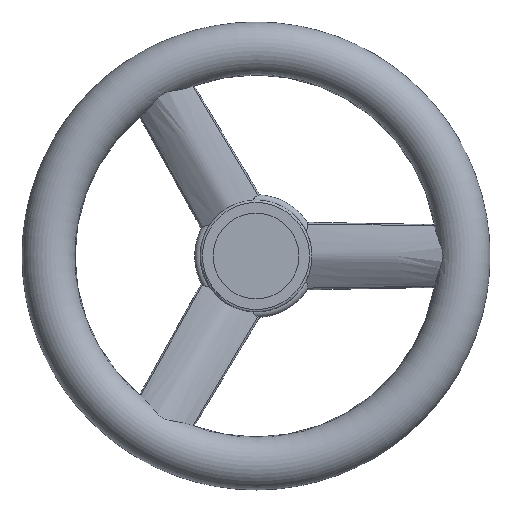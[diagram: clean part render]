
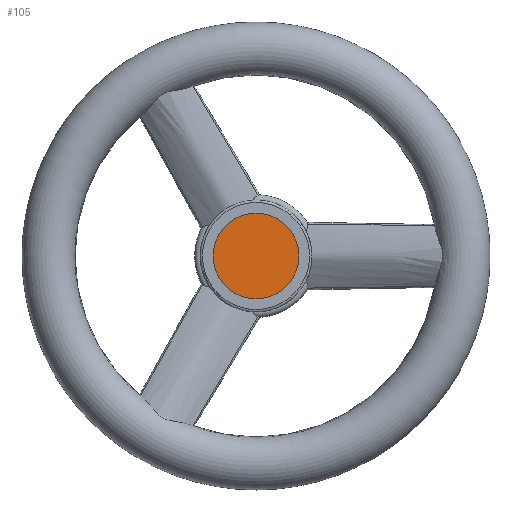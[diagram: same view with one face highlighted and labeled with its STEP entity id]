
A CAD part, top view. The second image highlights one B-rep face of the part: STEP entity #105.
In plain terms, the highlighted planar face has unit normal (0, 0, 1).
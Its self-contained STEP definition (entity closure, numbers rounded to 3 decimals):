
#105 = ADVANCED_FACE( '', ( #242 ), #243, .T. );
#242 = FACE_OUTER_BOUND( '', #558, .T. );
#243 = PLANE( '', #559 );
#558 = EDGE_LOOP( '', ( #1239 ) );
#559 = AXIS2_PLACEMENT_3D( '', #1240, #1241, #1242 );
#1239 = ORIENTED_EDGE( '', *, *, #1597, .T. );
#1240 = CARTESIAN_POINT( '', ( 0., 0., 35.56 ) );
#1241 = DIRECTION( '', ( 0., 0., 1. ) );
#1242 = DIRECTION( '', ( 1., 0., 0. ) );
#1597 = EDGE_CURVE( '', #1839, #1839, #1840, .T. );
#1839 = VERTEX_POINT( '', #2959 );
#1840 = CIRCLE( '', #2960, 27.5 );
#2959 = CARTESIAN_POINT( '', ( 27.5, 0., 35.56 ) );
#2960 = AXIS2_PLACEMENT_3D( '', #3628, #3629, #3630 );
#3628 = CARTESIAN_POINT( '', ( 0., 0., 35.56 ) );
#3629 = DIRECTION( '', ( 0., 0., 1. ) );
#3630 = DIRECTION( '', ( 1., 0., 0. ) );
